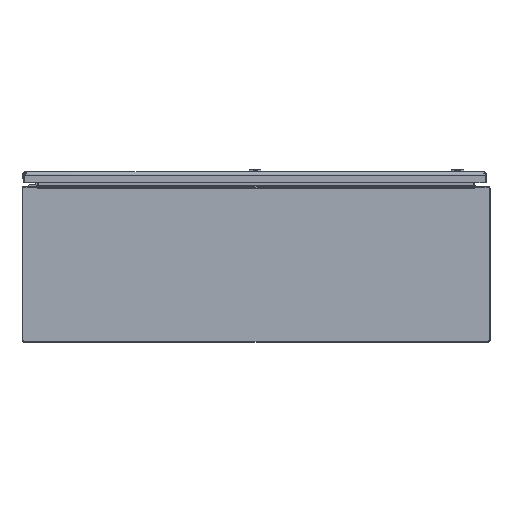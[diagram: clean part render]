
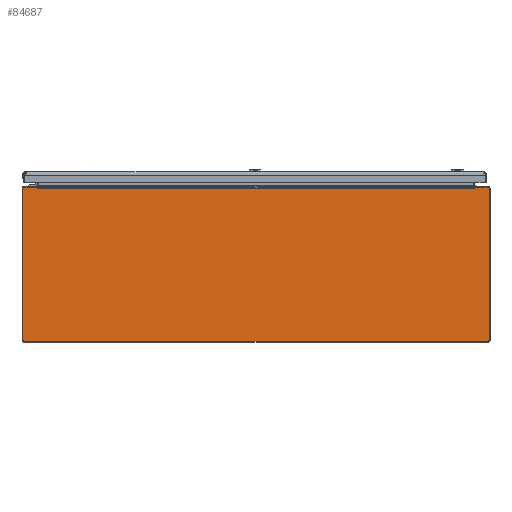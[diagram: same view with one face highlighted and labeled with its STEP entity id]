
A CAD part, front view. The second image highlights one B-rep face of the part: STEP entity #84687.
In plain terms, the highlighted planar face has unit normal (0, -1, 0).
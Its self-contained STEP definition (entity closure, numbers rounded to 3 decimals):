
#874 = EDGE_CURVE ( 'NONE', #74348, #70719, #92036, .T. ) ;
#2905 = ORIENTED_EDGE ( 'NONE', *, *, #128443, .T. ) ;
#4179 = EDGE_CURVE ( 'NONE', #14364, #13049, #150335, .T. ) ;
#4718 = CARTESIAN_POINT ( 'NONE',  ( -17.937, -24., -5.857 ) ) ;
#6883 = LINE ( 'NONE', #175776, #58604 ) ;
#7848 = LINE ( 'NONE', #82959, #160648 ) ;
#8930 = DIRECTION ( 'NONE',  ( 0., 0., -1. ) ) ;
#10402 = CARTESIAN_POINT ( 'NONE',  ( -17.857, -24., -5.937 ) ) ;
#10875 = VERTEX_POINT ( 'NONE', #169788 ) ;
#11098 = CIRCLE ( 'NONE', #165739, 0.08 ) ;
#11887 = AXIS2_PLACEMENT_3D ( 'NONE', #190102, #54728, #115007 ) ;
#13006 = CARTESIAN_POINT ( 'NONE',  ( 16.806, -24., 5.855 ) ) ;
#13049 = VERTEX_POINT ( 'NONE', #121638 ) ;
#14364 = VERTEX_POINT ( 'NONE', #88789 ) ;
#14619 = EDGE_CURVE ( 'NONE', #13049, #71043, #78584, .T. ) ;
#14759 = EDGE_CURVE ( 'NONE', #120795, #14364, #124069, .T. ) ;
#17770 = VECTOR ( 'NONE', #62360, 39.37 ) ;
#19309 = VERTEX_POINT ( 'NONE', #84256 ) ;
#21225 = AXIS2_PLACEMENT_3D ( 'NONE', #75654, #45051, #44059 ) ;
#21952 = DIRECTION ( 'NONE',  ( 0., -1., 0. ) ) ;
#23158 = LINE ( 'NONE', #53788, #86629 ) ;
#24181 = VECTOR ( 'NONE', #103916, 39.37 ) ;
#25727 = VERTEX_POINT ( 'NONE', #63810 ) ;
#26144 = EDGE_CURVE ( 'NONE', #70719, #19309, #123515, .T. ) ;
#32517 = DIRECTION ( 'NONE',  ( 0., 0., 1. ) ) ;
#32984 = CARTESIAN_POINT ( 'NONE',  ( 17.857, -24., 5.937 ) ) ;
#34289 = EDGE_CURVE ( 'NONE', #71043, #10875, #173479, .T. ) ;
#38874 = ORIENTED_EDGE ( 'NONE', *, *, #4179, .T. ) ;
#40235 = CIRCLE ( 'NONE', #11887, 0.08 ) ;
#43482 = ORIENTED_EDGE ( 'NONE', *, *, #14619, .T. ) ;
#44059 = DIRECTION ( 'NONE',  ( 0., 0., -1. ) ) ;
#44241 = AXIS2_PLACEMENT_3D ( 'NONE', #114680, #53423, #8930 ) ;
#45051 = DIRECTION ( 'NONE',  ( 0., -1., 0. ) ) ;
#47153 = ORIENTED_EDGE ( 'NONE', *, *, #14759, .T. ) ;
#47539 = DIRECTION ( 'NONE',  ( 0., 0., -1. ) ) ;
#47725 = ORIENTED_EDGE ( 'NONE', *, *, #172057, .T. ) ;
#51066 = AXIS2_PLACEMENT_3D ( 'NONE', #182907, #79133, #47539 ) ;
#53423 = DIRECTION ( 'NONE',  ( 0., -1., 0. ) ) ;
#53788 = CARTESIAN_POINT ( 'NONE',  ( -17.937, -24., 0. ) ) ;
#54728 = DIRECTION ( 'NONE',  ( 0., -1., 0. ) ) ;
#56316 = EDGE_CURVE ( 'NONE', #158414, #89920, #40235, .T. ) ;
#58604 = VECTOR ( 'NONE', #82962, 39.37 ) ;
#62360 = DIRECTION ( 'NONE',  ( -1., 0., 0. ) ) ;
#62580 = LINE ( 'NONE', #78351, #192754 ) ;
#63810 = CARTESIAN_POINT ( 'NONE',  ( 17.857, -24., -5.937 ) ) ;
#64769 = DIRECTION ( 'NONE',  ( -1., 0., 0. ) ) ;
#69567 = DIRECTION ( 'NONE',  ( 0., 0., -1. ) ) ;
#70719 = VERTEX_POINT ( 'NONE', #139193 ) ;
#71043 = VERTEX_POINT ( 'NONE', #124161 ) ;
#73742 = EDGE_CURVE ( 'NONE', #170260, #183682, #96700, .T. ) ;
#74348 = VERTEX_POINT ( 'NONE', #141680 ) ;
#75654 = CARTESIAN_POINT ( 'NONE',  ( 0., -24., 0. ) ) ;
#78351 = CARTESIAN_POINT ( 'NONE',  ( -16.814, -24., 5.855 ) ) ;
#78584 = LINE ( 'NONE', #79567, #171831 ) ;
#79133 = DIRECTION ( 'NONE',  ( 0., -1., 0. ) ) ;
#79567 = CARTESIAN_POINT ( 'NONE',  ( 0., -24., 5.855 ) ) ;
#81857 = CARTESIAN_POINT ( 'NONE',  ( 17.937, -24., 0. ) ) ;
#82959 = CARTESIAN_POINT ( 'NONE',  ( 0., -24., -5.937 ) ) ;
#82962 = DIRECTION ( 'NONE',  ( -1., 0., 0. ) ) ;
#84256 = CARTESIAN_POINT ( 'NONE',  ( -17.937, -24., 5.857 ) ) ;
#84687 = ADVANCED_FACE ( 'NONE', ( #152719 ), #89543, .T. ) ;
#85506 = CARTESIAN_POINT ( 'NONE',  ( 0., -24., 5.855 ) ) ;
#86629 = VECTOR ( 'NONE', #69567, 39.37 ) ;
#88789 = CARTESIAN_POINT ( 'NONE',  ( 16.814, -24., 5.855 ) ) ;
#89543 = PLANE ( 'NONE',  #21225 ) ;
#89920 = VERTEX_POINT ( 'NONE', #10402 ) ;
#90415 = ORIENTED_EDGE ( 'NONE', *, *, #194705, .T. ) ;
#90758 = CARTESIAN_POINT ( 'NONE',  ( 16.828, -24., 5.937 ) ) ;
#91521 = CIRCLE ( 'NONE', #44241, 0.08 ) ;
#92036 = LINE ( 'NONE', #137452, #17770 ) ;
#96139 = CARTESIAN_POINT ( 'NONE',  ( 17.937, -24., 5.857 ) ) ;
#96700 = LINE ( 'NONE', #81857, #165553 ) ;
#97485 = ORIENTED_EDGE ( 'NONE', *, *, #56316, .T. ) ;
#99389 = VECTOR ( 'NONE', #169487, 39.37 ) ;
#103916 = DIRECTION ( 'NONE',  ( -1., 0., 0. ) ) ;
#107468 = VECTOR ( 'NONE', #114219, 39.37 ) ;
#109246 = CARTESIAN_POINT ( 'NONE',  ( 16.828, -24., 5.937 ) ) ;
#109872 = EDGE_CURVE ( 'NONE', #183682, #178067, #11098, .T. ) ;
#113267 = EDGE_CURVE ( 'NONE', #178067, #120795, #6883, .T. ) ;
#113846 = DIRECTION ( 'NONE',  ( 0., 0., -1. ) ) ;
#114219 = DIRECTION ( 'NONE',  ( -1., 0., 0. ) ) ;
#114680 = CARTESIAN_POINT ( 'NONE',  ( 17.857, -24., -5.857 ) ) ;
#115007 = DIRECTION ( 'NONE',  ( 0., 0., -1. ) ) ;
#120795 = VERTEX_POINT ( 'NONE', #90758 ) ;
#121638 = CARTESIAN_POINT ( 'NONE',  ( 16.798, -24., 5.855 ) ) ;
#123515 = CIRCLE ( 'NONE', #51066, 0.08 ) ;
#123571 = EDGE_CURVE ( 'NONE', #89920, #25727, #7848, .T. ) ;
#124069 = LINE ( 'NONE', #109246, #99389 ) ;
#124161 = CARTESIAN_POINT ( 'NONE',  ( -16.798, -24., 5.855 ) ) ;
#128443 = EDGE_CURVE ( 'NONE', #25727, #170260, #91521, .T. ) ;
#130042 = ORIENTED_EDGE ( 'NONE', *, *, #26144, .T. ) ;
#132913 = ORIENTED_EDGE ( 'NONE', *, *, #123571, .T. ) ;
#134760 = DIRECTION ( 'NONE',  ( -0.174, 0., 0.985 ) ) ;
#137452 = CARTESIAN_POINT ( 'NONE',  ( 0., -24., 5.937 ) ) ;
#139193 = CARTESIAN_POINT ( 'NONE',  ( -17.857, -24., 5.937 ) ) ;
#141238 = ORIENTED_EDGE ( 'NONE', *, *, #73742, .T. ) ;
#141680 = CARTESIAN_POINT ( 'NONE',  ( -16.828, -24., 5.937 ) ) ;
#145152 = DIRECTION ( 'NONE',  ( 1., 0., 0. ) ) ;
#150335 = LINE ( 'NONE', #13006, #24181 ) ;
#152719 = FACE_OUTER_BOUND ( 'NONE', #154338, .T. ) ;
#154338 = EDGE_LOOP ( 'NONE', ( #161080, #130042, #90415, #97485, #132913, #2905, #141238, #156032, #194672, #47153, #38874, #43482, #181530, #47725 ) ) ;
#156032 = ORIENTED_EDGE ( 'NONE', *, *, #109872, .T. ) ;
#158414 = VERTEX_POINT ( 'NONE', #4718 ) ;
#160648 = VECTOR ( 'NONE', #145152, 39.37 ) ;
#161080 = ORIENTED_EDGE ( 'NONE', *, *, #874, .T. ) ;
#165553 = VECTOR ( 'NONE', #32517, 39.37 ) ;
#165739 = AXIS2_PLACEMENT_3D ( 'NONE', #186984, #21952, #113846 ) ;
#169487 = DIRECTION ( 'NONE',  ( -0.174, 0., -0.985 ) ) ;
#169788 = CARTESIAN_POINT ( 'NONE',  ( -16.814, -24., 5.855 ) ) ;
#170260 = VERTEX_POINT ( 'NONE', #191840 ) ;
#171831 = VECTOR ( 'NONE', #64769, 39.37 ) ;
#172057 = EDGE_CURVE ( 'NONE', #10875, #74348, #62580, .T. ) ;
#173479 = LINE ( 'NONE', #85506, #107468 ) ;
#175776 = CARTESIAN_POINT ( 'NONE',  ( 0., -24., 5.937 ) ) ;
#178067 = VERTEX_POINT ( 'NONE', #32984 ) ;
#181530 = ORIENTED_EDGE ( 'NONE', *, *, #34289, .T. ) ;
#182907 = CARTESIAN_POINT ( 'NONE',  ( -17.857, -24., 5.857 ) ) ;
#183682 = VERTEX_POINT ( 'NONE', #96139 ) ;
#186984 = CARTESIAN_POINT ( 'NONE',  ( 17.857, -24., 5.857 ) ) ;
#190102 = CARTESIAN_POINT ( 'NONE',  ( -17.857, -24., -5.857 ) ) ;
#191840 = CARTESIAN_POINT ( 'NONE',  ( 17.937, -24., -5.857 ) ) ;
#192754 = VECTOR ( 'NONE', #134760, 39.37 ) ;
#194672 = ORIENTED_EDGE ( 'NONE', *, *, #113267, .T. ) ;
#194705 = EDGE_CURVE ( 'NONE', #19309, #158414, #23158, .T. ) ;
